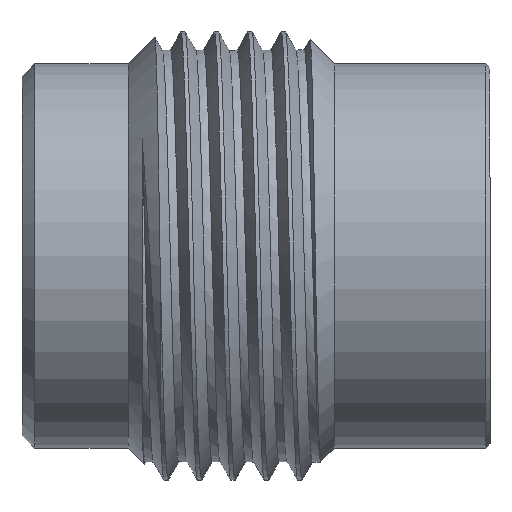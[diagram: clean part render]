
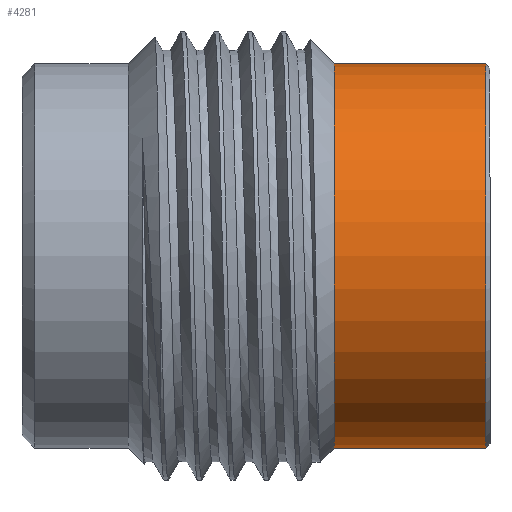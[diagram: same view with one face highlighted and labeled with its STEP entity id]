
A CAD part, top view. The second image highlights one B-rep face of the part: STEP entity #4281.
In plain terms, the highlighted cylindrical face has radius 11.5 mm (diameter 23 mm), a partial arc.
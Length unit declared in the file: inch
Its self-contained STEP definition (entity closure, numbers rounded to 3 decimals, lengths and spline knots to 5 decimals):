
#184 = CARTESIAN_POINT ( 'NONE',  ( -0.01, 0.45276, 0. ) ) ;
#351 = ORIENTED_EDGE ( 'NONE', *, *, #3640, .T. ) ;
#396 = AXIS2_PLACEMENT_3D ( 'NONE', #1305, #6987, #10654 ) ;
#586 = VERTEX_POINT ( 'NONE', #184 ) ;
#851 = CARTESIAN_POINT ( 'NONE',  ( 0., 0.45276, 0. ) ) ;
#1128 = LINE ( 'NONE', #12544, #12172 ) ;
#1305 = CARTESIAN_POINT ( 'NONE',  ( -0.36676, 0., 0. ) ) ;
#1899 = LINE ( 'NONE', #851, #10122 ) ;
#1985 = AXIS2_PLACEMENT_3D ( 'NONE', #2445, #13998, #10725 ) ;
#2046 = DIRECTION ( 'NONE',  ( 0., 1., 0. ) ) ;
#2413 = ORIENTED_EDGE ( 'NONE', *, *, #11983, .T. ) ;
#2445 = CARTESIAN_POINT ( 'NONE',  ( 0., 0., 0. ) ) ;
#2932 = CARTESIAN_POINT ( 'NONE',  ( -0.36676, -0.45276, 0. ) ) ;
#3187 = AXIS2_PLACEMENT_3D ( 'NONE', #8951, #10109, #2046 ) ;
#3568 = EDGE_CURVE ( 'NONE', #13292, #586, #4396, .T. ) ;
#3640 = EDGE_CURVE ( 'NONE', #5613, #13292, #1128, .T. ) ;
#3882 = CYLINDRICAL_SURFACE ( 'NONE', #1985, 0.45276 ) ;
#4281 = ADVANCED_FACE ( 'NONE', ( #9012 ), #3882, .T. ) ;
#4396 = CIRCLE ( 'NONE', #3187, 0.45276 ) ;
#5374 = ORIENTED_EDGE ( 'NONE', *, *, #6526, .F. ) ;
#5603 = DIRECTION ( 'NONE',  ( 1., 0., 0. ) ) ;
#5613 = VERTEX_POINT ( 'NONE', #2932 ) ;
#5886 = CARTESIAN_POINT ( 'NONE',  ( -0.36676, 0.45276, 0. ) ) ;
#6526 = EDGE_CURVE ( 'NONE', #8043, #586, #1899, .T. ) ;
#6738 = DIRECTION ( 'NONE',  ( 1., 0., 0. ) ) ;
#6987 = DIRECTION ( 'NONE',  ( 1., 0., 0. ) ) ;
#7948 = CARTESIAN_POINT ( 'NONE',  ( -0.01, -0.45276, 0. ) ) ;
#8043 = VERTEX_POINT ( 'NONE', #5886 ) ;
#8951 = CARTESIAN_POINT ( 'NONE',  ( -0.01, 0., 0. ) ) ;
#9012 = FACE_OUTER_BOUND ( 'NONE', #13518, .T. ) ;
#9852 = CIRCLE ( 'NONE', #396, 0.45276 ) ;
#10109 = DIRECTION ( 'NONE',  ( -1., 0., 0. ) ) ;
#10122 = VECTOR ( 'NONE', #5603, 39.37008 ) ;
#10654 = DIRECTION ( 'NONE',  ( 0., -1., 0. ) ) ;
#10725 = DIRECTION ( 'NONE',  ( 0., 1., 0. ) ) ;
#11983 = EDGE_CURVE ( 'NONE', #8043, #5613, #9852, .T. ) ;
#12172 = VECTOR ( 'NONE', #6738, 39.37008 ) ;
#12544 = CARTESIAN_POINT ( 'NONE',  ( 0., -0.45276, 0. ) ) ;
#13200 = ORIENTED_EDGE ( 'NONE', *, *, #3568, .T. ) ;
#13292 = VERTEX_POINT ( 'NONE', #7948 ) ;
#13518 = EDGE_LOOP ( 'NONE', ( #2413, #351, #13200, #5374 ) ) ;
#13998 = DIRECTION ( 'NONE',  ( 1., 0., 0. ) ) ;
